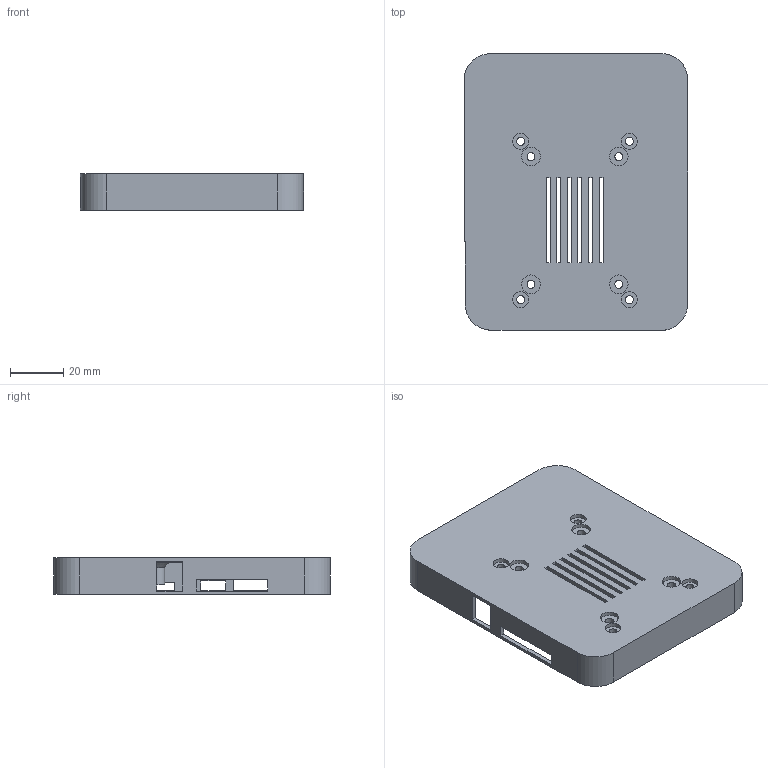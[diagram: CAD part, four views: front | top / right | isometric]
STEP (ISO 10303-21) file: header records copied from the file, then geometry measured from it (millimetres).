
FILE_DESCRIPTION(/* description */ ('','CAx-IF Rec.Pracs.---Representation and Presentation of Product Manufacturing Information (PMI)---4.0---2014-10-13'),/* implementation_level */ '2;1');
FILE_NAME(/* name */ 'Top_Case v3.step',/* time_stamp */ '2025-04-26T21:52:57+05:30',/* author */ (''),/* organization */ (''),/* preprocessor_version */ 'ST-DEVELOPER v20',/* originating_system */ 'Autodesk Translation Framework v13.20.0.188',/* authorisation */ '');
FILE_SCHEMA (('AP242_MANAGED_MODEL_BASED_3D_ENGINEERING_MIM_LF { 1 0 10303 442 1 1 4 }'));
Length unit declared in the file: millimetre
Products named in the file (1): Case
Bounding box: 84 x 103.94 x 13.58 mm (x, y, z)
Volume: 21121.1 mm3; surface area: 28158.5 mm2
Topology: 1 solids, 1 shells, 118 faces, 307 edges, 203 vertices
Faces by surface type: plane 78, cylinder 32, cone 8
Full cylindrical faces by diameter (mm): 3 x8, 6 x12, 7 x4
Entity records: 3756 total; most frequent: CARTESIAN_POINT 681, DIRECTION 624, ORIENTED_EDGE 614, EDGE_CURVE 307, LINE 220, VECTOR 220, VERTEX_POINT 203, AXIS2_PLACEMENT_3D 202
